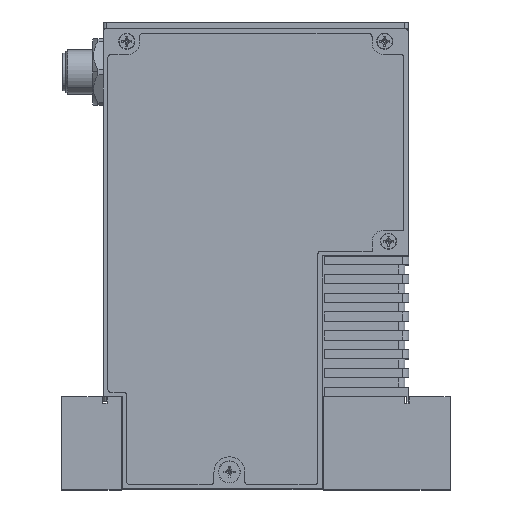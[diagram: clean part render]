
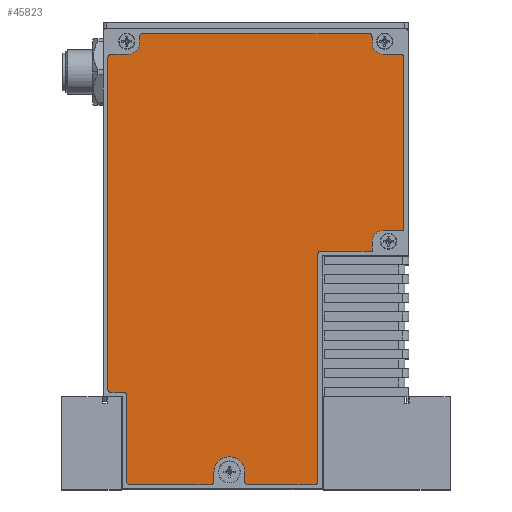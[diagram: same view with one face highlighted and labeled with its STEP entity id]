
A CAD part, top view. The second image highlights one B-rep face of the part: STEP entity #45823.
In plain terms, the highlighted planar face has unit normal (0, 0, 1).
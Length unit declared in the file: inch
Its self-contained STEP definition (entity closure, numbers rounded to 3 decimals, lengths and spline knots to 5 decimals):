
#45100=CARTESIAN_POINT('',(2.262,2.448,0.004));
#45101=DIRECTION('',(0.,0.,-1.));
#45102=DIRECTION('',(-1.,0.,0.));
#45103=AXIS2_PLACEMENT_3D('',#45100,#45101,#45102);
#45122=DIRECTION('',(0.,1.,0.));
#45123=VECTOR('',#45122,2.418);
#45124=CARTESIAN_POINT('',(2.23,0.03,0.004));
#45125=LINE('',#45124,#45123);
#45158=DIRECTION('',(-1.,0.,0.));
#45159=VECTOR('',#45158,0.215);
#45160=CARTESIAN_POINT('',(3.14,2.7,0.004));
#45161=LINE('',#45160,#45159);
#45162=CARTESIAN_POINT('',(2.925,2.58,0.004));
#45163=DIRECTION('',(0.,0.,1.));
#45164=DIRECTION('',(0.,1.,0.));
#45165=AXIS2_PLACEMENT_3D('',#45162,#45163,#45164);
#45167=DIRECTION('',(0.,-1.,0.));
#45168=VECTOR('',#45167,0.1);
#45169=CARTESIAN_POINT('',(2.805,2.58,0.004));
#45170=LINE('',#45169,#45168);
#45171=DIRECTION('',(-1.,0.,0.));
#45172=VECTOR('',#45171,0.543);
#45173=CARTESIAN_POINT('',(2.805,2.48,0.004));
#45174=LINE('',#45173,#45172);
#45175=CARTESIAN_POINT('',(2.2,0.03,0.004));
#45176=DIRECTION('',(0.,0.,1.));
#45177=DIRECTION('',(0.,-1.,0.));
#45178=AXIS2_PLACEMENT_3D('',#45175,#45176,#45177);
#45180=DIRECTION('',(1.,0.,0.));
#45181=VECTOR('',#45180,0.715);
#45182=CARTESIAN_POINT('',(1.485,0.,0.004));
#45183=LINE('',#45182,#45181);
#45184=CARTESIAN_POINT('',(1.485,0.03,0.004));
#45185=DIRECTION('',(0.,0.,1.));
#45186=DIRECTION('',(-1.,0.,0.));
#45187=AXIS2_PLACEMENT_3D('',#45184,#45185,#45186);
#45189=DIRECTION('',(0.,1.,0.));
#45190=VECTOR('',#45189,0.1);
#45191=CARTESIAN_POINT('',(1.455,0.03,0.004));
#45192=LINE('',#45191,#45190);
#45193=CARTESIAN_POINT('',(1.29,0.13,0.004));
#45194=DIRECTION('',(0.,0.,1.));
#45195=DIRECTION('',(1.,0.,0.));
#45196=AXIS2_PLACEMENT_3D('',#45193,#45194,#45195);
#45198=DIRECTION('',(0.,1.,0.));
#45199=VECTOR('',#45198,0.1);
#45200=CARTESIAN_POINT('',(1.125,0.03,0.004));
#45201=LINE('',#45200,#45199);
#45202=CARTESIAN_POINT('',(1.095,0.03,0.004));
#45203=DIRECTION('',(0.,0.,1.));
#45204=DIRECTION('',(0.,-1.,0.));
#45205=AXIS2_PLACEMENT_3D('',#45202,#45203,#45204);
#45207=DIRECTION('',(1.,0.,0.));
#45208=VECTOR('',#45207,0.865);
#45209=CARTESIAN_POINT('',(0.23,0.,0.004));
#45210=LINE('',#45209,#45208);
#45211=CARTESIAN_POINT('',(0.23,0.03,0.004));
#45212=DIRECTION('',(0.,0.,1.));
#45213=DIRECTION('',(-1.,0.,0.));
#45214=AXIS2_PLACEMENT_3D('',#45211,#45212,#45213);
#45216=DIRECTION('',(0.,-1.,0.));
#45217=VECTOR('',#45216,0.918);
#45218=CARTESIAN_POINT('',(0.2,0.948,0.004));
#45219=LINE('',#45218,#45217);
#45220=DIRECTION('',(1.,0.,0.));
#45221=VECTOR('',#45220,0.138);
#45222=CARTESIAN_POINT('',(0.03,0.98,0.004));
#45223=LINE('',#45222,#45221);
#45224=CARTESIAN_POINT('',(0.03,1.01,0.004));
#45225=DIRECTION('',(0.,0.,1.));
#45226=DIRECTION('',(-1.,0.,0.));
#45227=AXIS2_PLACEMENT_3D('',#45224,#45225,#45226);
#45229=DIRECTION('',(0.,-1.,0.));
#45230=VECTOR('',#45229,3.53);
#45231=CARTESIAN_POINT('',(0.,4.54,0.004));
#45232=LINE('',#45231,#45230);
#45233=CARTESIAN_POINT('',(0.03,4.54,0.004));
#45234=DIRECTION('',(0.,0.,1.));
#45235=DIRECTION('',(0.,1.,0.));
#45236=AXIS2_PLACEMENT_3D('',#45233,#45234,#45235);
#45238=DIRECTION('',(1.,0.,0.));
#45239=VECTOR('',#45238,0.185);
#45240=CARTESIAN_POINT('',(0.03,4.57,0.004));
#45241=LINE('',#45240,#45239);
#45242=CARTESIAN_POINT('',(0.215,4.69,0.004));
#45243=DIRECTION('',(0.,0.,1.));
#45244=DIRECTION('',(0.,-1.,0.));
#45245=AXIS2_PLACEMENT_3D('',#45242,#45243,#45244);
#45247=DIRECTION('',(0.,-1.,0.));
#45248=VECTOR('',#45247,0.07);
#45249=CARTESIAN_POINT('',(0.335,4.76,0.004));
#45250=LINE('',#45249,#45248);
#45251=CARTESIAN_POINT('',(0.365,4.76,0.004));
#45252=DIRECTION('',(0.,0.,1.));
#45253=DIRECTION('',(0.,1.,0.));
#45254=AXIS2_PLACEMENT_3D('',#45251,#45252,#45253);
#45256=DIRECTION('',(-1.,0.,0.));
#45257=VECTOR('',#45256,2.41);
#45258=CARTESIAN_POINT('',(2.775,4.79,0.004));
#45259=LINE('',#45258,#45257);
#45260=CARTESIAN_POINT('',(2.775,4.76,0.004));
#45261=DIRECTION('',(0.,0.,1.));
#45262=DIRECTION('',(1.,0.,0.));
#45263=AXIS2_PLACEMENT_3D('',#45260,#45261,#45262);
#45265=DIRECTION('',(0.,-1.,0.));
#45266=VECTOR('',#45265,0.07);
#45267=CARTESIAN_POINT('',(2.805,4.76,0.004));
#45268=LINE('',#45267,#45266);
#45269=CARTESIAN_POINT('',(2.925,4.69,0.004));
#45270=DIRECTION('',(0.,0.,1.));
#45271=DIRECTION('',(-1.,0.,0.));
#45272=AXIS2_PLACEMENT_3D('',#45269,#45270,#45271);
#45274=DIRECTION('',(-1.,0.,0.));
#45275=VECTOR('',#45274,0.185);
#45276=CARTESIAN_POINT('',(3.11,4.57,0.004));
#45277=LINE('',#45276,#45275);
#45278=CARTESIAN_POINT('',(3.11,4.54,0.004));
#45279=DIRECTION('',(0.,0.,1.));
#45280=DIRECTION('',(1.,0.,0.));
#45281=AXIS2_PLACEMENT_3D('',#45278,#45279,#45280);
#45283=DIRECTION('',(0.,1.,0.));
#45284=VECTOR('',#45283,1.84);
#45285=CARTESIAN_POINT('',(3.14,2.7,0.004));
#45286=LINE('',#45285,#45284);
#45300=CARTESIAN_POINT('',(0.168,0.948,0.004));
#45301=DIRECTION('',(0.,0.,-1.));
#45302=DIRECTION('',(0.,1.,0.));
#45303=AXIS2_PLACEMENT_3D('',#45300,#45301,#45302);
#45381=CARTESIAN_POINT('',(0.215,4.57,0.004));
#45382=CARTESIAN_POINT('',(0.335,4.69,0.004));
#45383=VERTEX_POINT('',#45381);
#45384=VERTEX_POINT('',#45382);
#45385=CARTESIAN_POINT('',(2.805,4.69,0.004));
#45386=CARTESIAN_POINT('',(2.925,4.57,0.004));
#45387=VERTEX_POINT('',#45385);
#45388=VERTEX_POINT('',#45386);
#45389=CARTESIAN_POINT('',(1.455,0.13,0.004));
#45390=CARTESIAN_POINT('',(1.125,0.13,0.004));
#45391=VERTEX_POINT('',#45389);
#45392=VERTEX_POINT('',#45390);
#45394=CARTESIAN_POINT('',(0.335,4.76,0.004));
#45396=VERTEX_POINT('',#45394);
#45399=CARTESIAN_POINT('',(0.365,4.79,0.004));
#45400=VERTEX_POINT('',#45399);
#45401=CARTESIAN_POINT('',(0.03,4.57,0.004));
#45403=VERTEX_POINT('',#45401);
#45405=CARTESIAN_POINT('',(0.,4.54,0.004));
#45406=VERTEX_POINT('',#45405);
#45409=CARTESIAN_POINT('',(2.805,4.76,0.004));
#45411=VERTEX_POINT('',#45409);
#45413=CARTESIAN_POINT('',(2.775,4.79,0.004));
#45414=VERTEX_POINT('',#45413);
#45418=CARTESIAN_POINT('',(3.11,4.57,0.004));
#45420=VERTEX_POINT('',#45418);
#45423=CARTESIAN_POINT('',(3.14,4.54,0.004));
#45424=VERTEX_POINT('',#45423);
#45425=CARTESIAN_POINT('',(2.2,0.,0.004));
#45427=VERTEX_POINT('',#45425);
#45429=CARTESIAN_POINT('',(2.23,0.03,0.004));
#45430=VERTEX_POINT('',#45429);
#45433=CARTESIAN_POINT('',(1.455,0.03,0.004));
#45435=VERTEX_POINT('',#45433);
#45437=CARTESIAN_POINT('',(1.485,0.,0.004));
#45438=VERTEX_POINT('',#45437);
#45442=CARTESIAN_POINT('',(1.125,0.03,0.004));
#45444=VERTEX_POINT('',#45442);
#45447=CARTESIAN_POINT('',(1.095,0.,0.004));
#45448=VERTEX_POINT('',#45447);
#45449=CARTESIAN_POINT('',(0.2,0.03,0.004));
#45451=VERTEX_POINT('',#45449);
#45453=CARTESIAN_POINT('',(0.23,0.,0.004));
#45454=VERTEX_POINT('',#45453);
#45457=CARTESIAN_POINT('',(0.,1.01,0.004));
#45459=VERTEX_POINT('',#45457);
#45461=CARTESIAN_POINT('',(0.03,0.98,0.004));
#45462=VERTEX_POINT('',#45461);
#45465=CARTESIAN_POINT('',(2.23,2.448,0.004));
#45467=VERTEX_POINT('',#45465);
#45469=CARTESIAN_POINT('',(2.262,2.48,0.004));
#45471=VERTEX_POINT('',#45469);
#45474=CARTESIAN_POINT('',(0.2,0.948,0.004));
#45476=VERTEX_POINT('',#45474);
#45478=CARTESIAN_POINT('',(0.168,0.98,0.004));
#45480=VERTEX_POINT('',#45478);
#45489=CARTESIAN_POINT('',(3.14,2.7,0.004));
#45490=CARTESIAN_POINT('',(2.925,2.7,0.004));
#45491=VERTEX_POINT('',#45489);
#45492=VERTEX_POINT('',#45490);
#45493=CARTESIAN_POINT('',(2.805,2.58,0.004));
#45494=VERTEX_POINT('',#45493);
#45495=CARTESIAN_POINT('',(2.805,2.48,0.004));
#45496=VERTEX_POINT('',#45495);
#45766=CARTESIAN_POINT('',(0.,0.,0.004));
#45767=DIRECTION('',(0.,0.,1.));
#45768=DIRECTION('',(1.,0.,0.));
#45769=AXIS2_PLACEMENT_3D('',#45766,#45767,#45768);
#45770=PLANE('',#45769);
#45771=ORIENTED_EDGE('',*,*,#45577,.T.);
#45772=ORIENTED_EDGE('',*,*,#45592,.T.);
#45773=ORIENTED_EDGE('',*,*,#45606,.T.);
#45774=ORIENTED_EDGE('',*,*,#45621,.T.);
#45775=ORIENTED_EDGE('',*,*,#45633,.F.);
#45776=ORIENTED_EDGE('',*,*,#45649,.F.);
#45777=ORIENTED_EDGE('',*,*,#45661,.F.);
#45778=ORIENTED_EDGE('',*,*,#45677,.F.);
#45779=ORIENTED_EDGE('',*,*,#45704,.F.);
#45780=ORIENTED_EDGE('',*,*,#45720,.T.);
#45781=ORIENTED_EDGE('',*,*,#45733,.T.);
#45782=ORIENTED_EDGE('',*,*,#45746,.F.);
#45783=ORIENTED_EDGE('',*,*,#45761,.F.);
#45784=ORIENTED_EDGE('',*,*,#45692,.F.);
#45786=ORIENTED_EDGE('',*,*,#45785,.F.);
#45788=ORIENTED_EDGE('',*,*,#45787,.F.);
#45790=ORIENTED_EDGE('',*,*,#45789,.F.);
#45792=ORIENTED_EDGE('',*,*,#45791,.F.);
#45794=ORIENTED_EDGE('',*,*,#45793,.F.);
#45796=ORIENTED_EDGE('',*,*,#45795,.F.);
#45798=ORIENTED_EDGE('',*,*,#45797,.F.);
#45800=ORIENTED_EDGE('',*,*,#45799,.T.);
#45802=ORIENTED_EDGE('',*,*,#45801,.T.);
#45804=ORIENTED_EDGE('',*,*,#45803,.F.);
#45806=ORIENTED_EDGE('',*,*,#45805,.F.);
#45808=ORIENTED_EDGE('',*,*,#45807,.F.);
#45810=ORIENTED_EDGE('',*,*,#45809,.F.);
#45812=ORIENTED_EDGE('',*,*,#45811,.T.);
#45814=ORIENTED_EDGE('',*,*,#45813,.T.);
#45816=ORIENTED_EDGE('',*,*,#45815,.F.);
#45818=ORIENTED_EDGE('',*,*,#45817,.F.);
#45820=ORIENTED_EDGE('',*,*,#45819,.F.);
#45821=EDGE_LOOP('',(#45771,#45772,#45773,#45774,#45775,#45776,#45777,#45778,
#45779,#45780,#45781,#45782,#45783,#45784,#45786,#45788,#45790,#45792,#45794,
#45796,#45798,#45800,#45802,#45804,#45806,#45808,#45810,#45812,#45814,#45816,
#45818,#45820));
#45822=FACE_OUTER_BOUND('',#45821,.F.);
#45823=ADVANCED_FACE('',(#45822),#45770,.T.);
#45104=CIRCLE('',#45103,0.032);
#45166=CIRCLE('',#45165,0.12);
#45179=CIRCLE('',#45178,0.03);
#45188=CIRCLE('',#45187,0.03);
#45197=CIRCLE('',#45196,0.165);
#45206=CIRCLE('',#45205,0.03);
#45215=CIRCLE('',#45214,0.03);
#45228=CIRCLE('',#45227,0.03);
#45237=CIRCLE('',#45236,0.03);
#45246=CIRCLE('',#45245,0.12);
#45255=CIRCLE('',#45254,0.03);
#45264=CIRCLE('',#45263,0.03);
#45273=CIRCLE('',#45272,0.12);
#45282=CIRCLE('',#45281,0.03);
#45304=CIRCLE('',#45303,0.032);
#45577=EDGE_CURVE('',#45491,#45492,#45161,.T.);
#45592=EDGE_CURVE('',#45492,#45494,#45166,.T.);
#45606=EDGE_CURVE('',#45494,#45496,#45170,.T.);
#45621=EDGE_CURVE('',#45496,#45471,#45174,.T.);
#45633=EDGE_CURVE('',#45467,#45471,#45104,.T.);
#45649=EDGE_CURVE('',#45430,#45467,#45125,.T.);
#45661=EDGE_CURVE('',#45427,#45430,#45179,.T.);
#45677=EDGE_CURVE('',#45438,#45427,#45183,.T.);
#45692=EDGE_CURVE('',#45454,#45448,#45210,.T.);
#45704=EDGE_CURVE('',#45435,#45438,#45188,.T.);
#45720=EDGE_CURVE('',#45435,#45391,#45192,.T.);
#45733=EDGE_CURVE('',#45391,#45392,#45197,.T.);
#45746=EDGE_CURVE('',#45444,#45392,#45201,.T.);
#45761=EDGE_CURVE('',#45448,#45444,#45206,.T.);
#45785=EDGE_CURVE('',#45451,#45454,#45215,.T.);
#45787=EDGE_CURVE('',#45476,#45451,#45219,.T.);
#45789=EDGE_CURVE('',#45480,#45476,#45304,.T.);
#45791=EDGE_CURVE('',#45462,#45480,#45223,.T.);
#45793=EDGE_CURVE('',#45459,#45462,#45228,.T.);
#45795=EDGE_CURVE('',#45406,#45459,#45232,.T.);
#45797=EDGE_CURVE('',#45403,#45406,#45237,.T.);
#45799=EDGE_CURVE('',#45403,#45383,#45241,.T.);
#45801=EDGE_CURVE('',#45383,#45384,#45246,.T.);
#45803=EDGE_CURVE('',#45396,#45384,#45250,.T.);
#45805=EDGE_CURVE('',#45400,#45396,#45255,.T.);
#45807=EDGE_CURVE('',#45414,#45400,#45259,.T.);
#45809=EDGE_CURVE('',#45411,#45414,#45264,.T.);
#45811=EDGE_CURVE('',#45411,#45387,#45268,.T.);
#45813=EDGE_CURVE('',#45387,#45388,#45273,.T.);
#45815=EDGE_CURVE('',#45420,#45388,#45277,.T.);
#45817=EDGE_CURVE('',#45424,#45420,#45282,.T.);
#45819=EDGE_CURVE('',#45491,#45424,#45286,.T.);
